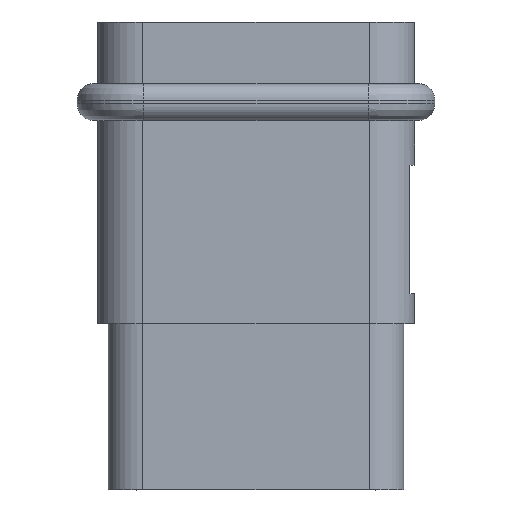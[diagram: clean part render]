
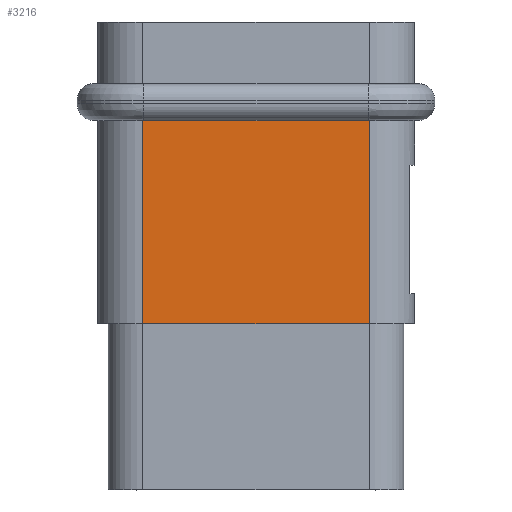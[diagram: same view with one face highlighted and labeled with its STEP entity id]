
A CAD part, front view. The second image highlights one B-rep face of the part: STEP entity #3216.
In plain terms, the highlighted planar face has unit normal (0, -1, 0).
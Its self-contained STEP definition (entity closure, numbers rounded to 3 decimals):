
#1424=FACE_OUTER_BOUND('',#4476,.T.);
#1906=LINE('',#16016,#2626);
#1944=LINE('',#16125,#2664);
#1945=LINE('',#16128,#2665);
#1946=LINE('',#16130,#2666);
#1947=LINE('',#16132,#2667);
#1948=LINE('',#16133,#2668);
#2626=VECTOR('',#11997,1.);
#2664=VECTOR('',#12091,1.);
#2665=VECTOR('',#12092,1.);
#2666=VECTOR('',#12093,1.);
#2667=VECTOR('',#12094,1.);
#2668=VECTOR('',#12095,1.);
#3216=ADVANCED_FACE('',(#1424),#3729,.T.);
#3729=PLANE('',#10917);
#4476=EDGE_LOOP('',(#5590,#5591,#5592,#5593,#5594,#5595));
#5590=ORIENTED_EDGE('',*,*,#8836,.T.);
#5591=ORIENTED_EDGE('',*,*,#8837,.T.);
#5592=ORIENTED_EDGE('',*,*,#8838,.F.);
#5593=ORIENTED_EDGE('',*,*,#8839,.T.);
#5594=ORIENTED_EDGE('',*,*,#8782,.T.);
#5595=ORIENTED_EDGE('',*,*,#8840,.T.);
#7848=VERTEX_POINT('',#16015);
#7849=VERTEX_POINT('',#16017);
#7892=VERTEX_POINT('',#16126);
#7893=VERTEX_POINT('',#16127);
#7894=VERTEX_POINT('',#16129);
#7895=VERTEX_POINT('',#16131);
#8782=EDGE_CURVE('',#7849,#7848,#1906,.T.);
#8836=EDGE_CURVE('',#7892,#7893,#1944,.T.);
#8837=EDGE_CURVE('',#7893,#7894,#1945,.T.);
#8838=EDGE_CURVE('',#7895,#7894,#1946,.T.);
#8839=EDGE_CURVE('',#7895,#7849,#1947,.T.);
#8840=EDGE_CURVE('',#7848,#7892,#1948,.T.);
#10917=AXIS2_PLACEMENT_3D('',#16134,#12096,#12097);
#11997=DIRECTION('',(0.,0.,1.));
#12091=DIRECTION('',(-1.,0.,0.));
#12092=DIRECTION('',(-1.,0.,0.));
#12093=DIRECTION('',(0.,0.,1.));
#12094=DIRECTION('',(1.,0.,0.));
#12095=DIRECTION('',(-1.,0.,0.));
#12096=DIRECTION('',(0.,-1.,0.));
#12097=DIRECTION('',(-1.,0.,0.));
#16015=CARTESIAN_POINT('',(17.827,-64.63,21.675));
#16016=CARTESIAN_POINT('',(17.827,-64.63,8.2));
#16017=CARTESIAN_POINT('',(17.827,-64.63,8.2));
#16125=CARTESIAN_POINT('',(17.927,-64.63,21.675));
#16126=CARTESIAN_POINT('',(17.777,-64.63,21.675));
#16127=CARTESIAN_POINT('',(2.877,-64.63,21.675));
#16128=CARTESIAN_POINT('',(17.927,-64.63,21.675));
#16129=CARTESIAN_POINT('',(2.827,-64.63,21.675));
#16130=CARTESIAN_POINT('',(2.827,-64.63,18.7));
#16131=CARTESIAN_POINT('',(2.827,-64.63,8.2));
#16132=CARTESIAN_POINT('',(2.827,-64.63,8.2));
#16133=CARTESIAN_POINT('',(17.927,-64.63,21.675));
#16134=CARTESIAN_POINT('',(17.927,-64.63,28.3));
